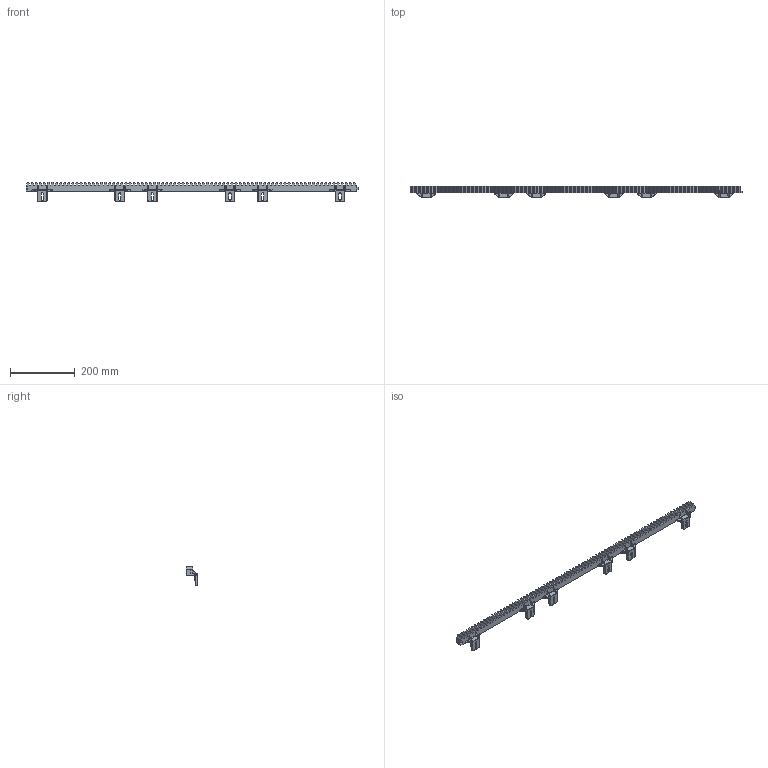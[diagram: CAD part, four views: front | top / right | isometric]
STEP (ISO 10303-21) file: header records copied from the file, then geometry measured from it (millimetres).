
FILE_DESCRIPTION(('FreeCAD Model'),'2;1');
FILE_NAME('Open CASCADE Shape Model','2024-12-05T13:07:54',('Author'),( ''),'Open CASCADE STEP processor 7.5','FreeCAD','Unknown');
FILE_SCHEMA(('AUTOMOTIVE_DESIGN { 1 0 10303 214 1 1 1 1 }'));
Products named in the file (1): ACRS6N
Bounding box: 1022.37 x 35.5 x 60 mm (x, y, z)
Volume: 539002.2 mm3; surface area: 134648.6 mm2
Topology: 1 solids, 1 shells, 792 faces, 2220 edges, 1440 vertices
Faces by surface type: plane 538, cylinder 150, bspline 68, cone 12, torus 12, sphere 12
Entity records: 59177 total; most frequent: CARTESIAN_POINT 15641, DIRECTION 7796, LINE 5512, VECTOR 5512, ORIENTED_EDGE 4440, PCURVE 4440, DEFINITIONAL_REPRESENTATION 4440, EDGE_CURVE 2220
